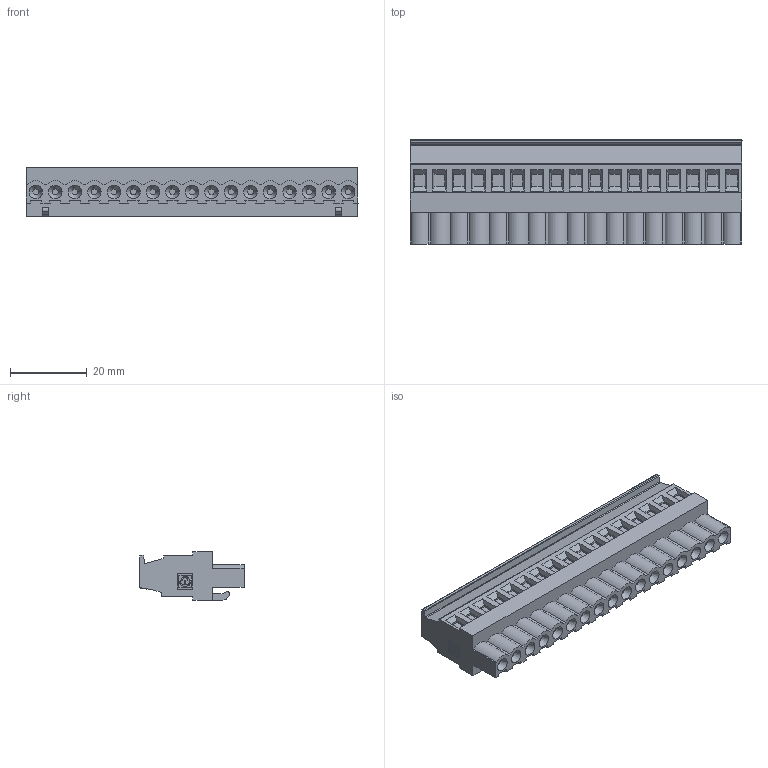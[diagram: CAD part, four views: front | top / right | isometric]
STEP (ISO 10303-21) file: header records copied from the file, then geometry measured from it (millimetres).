
FILE_DESCRIPTION(('STEP AP214'),'1');
FILE_NAME('SV17-5,08-P.stp','2020-05-11T07:20:52',(' '),(' '),'Spatial InterOp 3D',' ',' ');
FILE_SCHEMA(('automotive_design'));
Length unit declared in the file: metre
Products named in the file (1): 1
Bounding box: 86.36 x 27.1 x 12.7 mm (x, y, z)
Volume: 19323.7 mm3; surface area: 8983.7 mm2
Topology: 1 solids, 1 shells, 498 faces, 1254 edges, 813 vertices
Faces by surface type: plane 399, cylinder 81, cone 17, extrusion 1
Full cylindrical faces by diameter (mm): 1.6 x17, 4 x17
Entity records: 18148 total; most frequent: CARTESIAN_POINT 2504, DIRECTION 2355, ORIENTED_EDGE 2338, EDGE_CURVE 1169, VECTOR 899, LINE 898, VERTEX_POINT 779, AXIS2_PLACEMENT_3D 728
